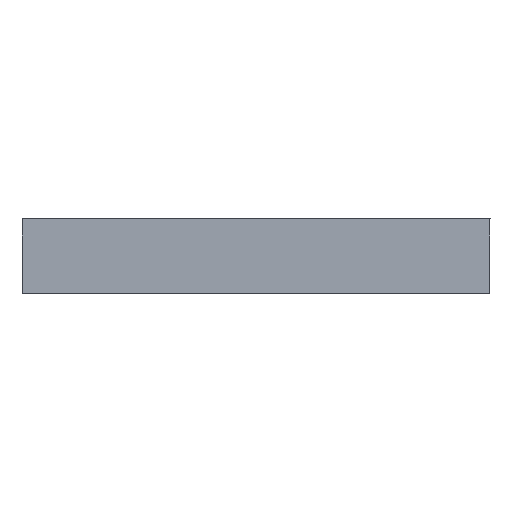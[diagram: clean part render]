
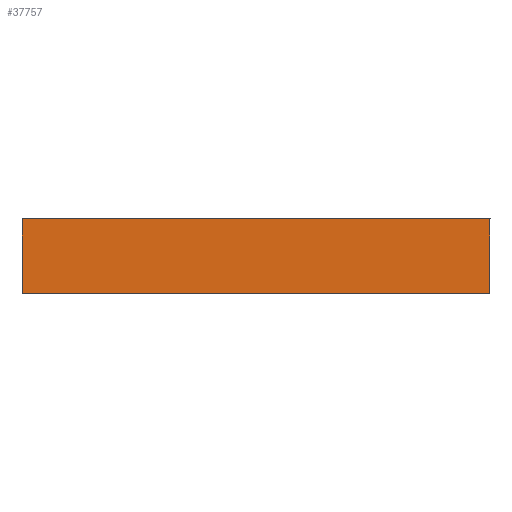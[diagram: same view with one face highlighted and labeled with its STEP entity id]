
A CAD part, left-side view. The second image highlights one B-rep face of the part: STEP entity #37757.
In plain terms, the highlighted planar face has unit normal (-1, 0, 0).
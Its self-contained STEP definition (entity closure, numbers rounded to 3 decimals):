
#722 = DIRECTION ( 'NONE',  ( 0., 1., 0. ) ) ;
#1017 = VERTEX_POINT ( 'NONE', #41112 ) ;
#4545 = EDGE_CURVE ( 'NONE', #28844, #31687, #21769, .T. ) ;
#6002 = ORIENTED_EDGE ( 'NONE', *, *, #4545, .F. ) ;
#6009 = EDGE_CURVE ( 'NONE', #1017, #34622, #23168, .T. ) ;
#6185 = CARTESIAN_POINT ( 'NONE',  ( 0., 0., 0. ) ) ;
#6766 = CARTESIAN_POINT ( 'NONE',  ( 0., 0., 1.6 ) ) ;
#6945 = ORIENTED_EDGE ( 'NONE', *, *, #6009, .T. ) ;
#9680 = AXIS2_PLACEMENT_3D ( 'NONE', #21695, #34859, #11766 ) ;
#9886 = EDGE_CURVE ( 'NONE', #28844, #1017, #34238, .T. ) ;
#10571 = CARTESIAN_POINT ( 'NONE',  ( 0., 10., 0. ) ) ;
#11766 = DIRECTION ( 'NONE',  ( 0., 0., 1. ) ) ;
#13501 = LINE ( 'NONE', #30569, #42009 ) ;
#13857 = EDGE_CURVE ( 'NONE', #31687, #34622, #13501, .T. ) ;
#14802 = FACE_OUTER_BOUND ( 'NONE', #21721, .T. ) ;
#14876 = DIRECTION ( 'NONE',  ( 0., 1., 0. ) ) ;
#16043 = CARTESIAN_POINT ( 'NONE',  ( 0., 0., 0. ) ) ;
#21695 = CARTESIAN_POINT ( 'NONE',  ( 0., 0., 0. ) ) ;
#21721 = EDGE_LOOP ( 'NONE', ( #22936, #6945, #39377, #6002 ) ) ;
#21769 = LINE ( 'NONE', #25224, #27475 ) ;
#22335 = VECTOR ( 'NONE', #32039, 1000. ) ;
#22936 = ORIENTED_EDGE ( 'NONE', *, *, #9886, .T. ) ;
#23168 = LINE ( 'NONE', #6766, #36484 ) ;
#25224 = CARTESIAN_POINT ( 'NONE',  ( 0., 0., 0. ) ) ;
#26664 = DIRECTION ( 'NONE',  ( 0., 0., 1. ) ) ;
#27475 = VECTOR ( 'NONE', #14876, 1000. ) ;
#28844 = VERTEX_POINT ( 'NONE', #6185 ) ;
#29478 = CARTESIAN_POINT ( 'NONE',  ( 0., 10., 1.6 ) ) ;
#30569 = CARTESIAN_POINT ( 'NONE',  ( 0., 10., 0. ) ) ;
#31687 = VERTEX_POINT ( 'NONE', #10571 ) ;
#32039 = DIRECTION ( 'NONE',  ( 0., 0., 1. ) ) ;
#34238 = LINE ( 'NONE', #16043, #22335 ) ;
#34622 = VERTEX_POINT ( 'NONE', #29478 ) ;
#34859 = DIRECTION ( 'NONE',  ( -1., 0., 0. ) ) ;
#36484 = VECTOR ( 'NONE', #722, 1000. ) ;
#37455 = PLANE ( 'NONE',  #9680 ) ;
#37757 = ADVANCED_FACE ( 'NONE', ( #14802 ), #37455, .T. ) ;
#39377 = ORIENTED_EDGE ( 'NONE', *, *, #13857, .F. ) ;
#41112 = CARTESIAN_POINT ( 'NONE',  ( 0., 0., 1.6 ) ) ;
#42009 = VECTOR ( 'NONE', #26664, 1000. ) ;
